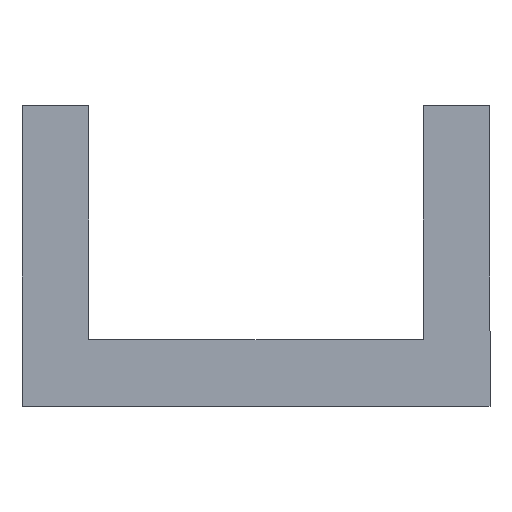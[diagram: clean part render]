
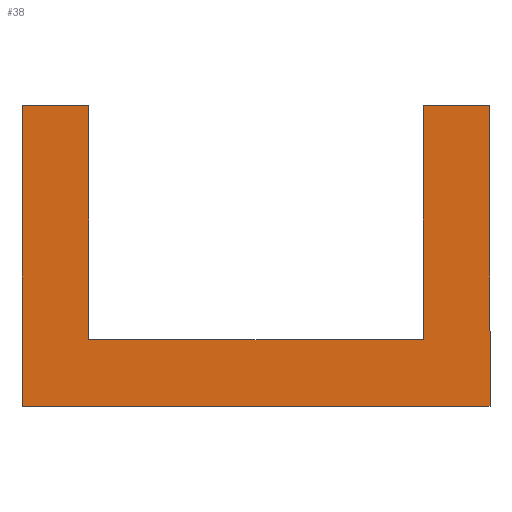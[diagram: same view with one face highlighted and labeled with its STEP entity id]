
A CAD part, top view. The second image highlights one B-rep face of the part: STEP entity #38.
In plain terms, the highlighted planar face has unit normal (0, 0, 1).
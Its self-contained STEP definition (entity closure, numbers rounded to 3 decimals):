
#9 = LINE ( 'NONE', #140, #268 ) ;
#11 = DIRECTION ( 'NONE',  ( 0., 1., 0. ) ) ;
#16 = LINE ( 'NONE', #264, #150 ) ;
#19 = CARTESIAN_POINT ( 'NONE',  ( -51.758, -10., 10. ) ) ;
#24 = EDGE_CURVE ( 'NONE', #120, #196, #9, .T. ) ;
#27 = FACE_OUTER_BOUND ( 'NONE', #228, .T. ) ;
#38 = ADVANCED_FACE ( 'NONE', ( #27 ), #305, .F. ) ;
#40 = VECTOR ( 'NONE', #52, 1000. ) ;
#42 = VERTEX_POINT ( 'NONE', #48 ) ;
#48 = CARTESIAN_POINT ( 'NONE',  ( 8.242, 0., 10. ) ) ;
#51 = ORIENTED_EDGE ( 'NONE', *, *, #336, .T. ) ;
#52 = DIRECTION ( 'NONE',  ( 0., -1., 0. ) ) ;
#53 = CARTESIAN_POINT ( 'NONE',  ( -51.758, -10., 10. ) ) ;
#63 = EDGE_CURVE ( 'NONE', #253, #92, #154, .T. ) ;
#64 = DIRECTION ( 'NONE',  ( 0., 1., 0. ) ) ;
#76 = EDGE_CURVE ( 'NONE', #92, #320, #225, .T. ) ;
#92 = VERTEX_POINT ( 'NONE', #53 ) ;
#96 = VECTOR ( 'NONE', #64, 1000. ) ;
#101 = CARTESIAN_POINT ( 'NONE',  ( -41.758, 35., 10. ) ) ;
#104 = VERTEX_POINT ( 'NONE', #334 ) ;
#107 = ORIENTED_EDGE ( 'NONE', *, *, #195, .T. ) ;
#110 = LINE ( 'NONE', #254, #146 ) ;
#120 = VERTEX_POINT ( 'NONE', #296 ) ;
#136 = ORIENTED_EDGE ( 'NONE', *, *, #76, .T. ) ;
#140 = CARTESIAN_POINT ( 'NONE',  ( 8.242, 35., 10. ) ) ;
#146 = VECTOR ( 'NONE', #256, 1000. ) ;
#150 = VECTOR ( 'NONE', #210, 1000. ) ;
#151 = CARTESIAN_POINT ( 'NONE',  ( 18.242, -10., 10. ) ) ;
#154 = LINE ( 'NONE', #19, #40 ) ;
#166 = DIRECTION ( 'NONE',  ( -1., 0., 0. ) ) ;
#176 = ORIENTED_EDGE ( 'NONE', *, *, #24, .T. ) ;
#186 = LINE ( 'NONE', #294, #96 ) ;
#187 = CARTESIAN_POINT ( 'NONE',  ( 0., 0., 10. ) ) ;
#188 = DIRECTION ( 'NONE',  ( 0., 0., -1. ) ) ;
#189 = DIRECTION ( 'NONE',  ( -1., 0., 0. ) ) ;
#195 = EDGE_CURVE ( 'NONE', #196, #42, #110, .T. ) ;
#196 = VERTEX_POINT ( 'NONE', #287 ) ;
#198 = VECTOR ( 'NONE', #217, 1000. ) ;
#202 = CARTESIAN_POINT ( 'NONE',  ( -51.758, 35., 10. ) ) ;
#207 = CARTESIAN_POINT ( 'NONE',  ( -51.758, 35., 10. ) ) ;
#210 = DIRECTION ( 'NONE',  ( -1., 0., 0. ) ) ;
#217 = DIRECTION ( 'NONE',  ( 1., 0., 0. ) ) ;
#220 = LINE ( 'NONE', #261, #368 ) ;
#225 = LINE ( 'NONE', #337, #198 ) ;
#228 = EDGE_LOOP ( 'NONE', ( #306, #330, #136, #265, #176, #107, #51, #289 ) ) ;
#253 = VERTEX_POINT ( 'NONE', #202 ) ;
#254 = CARTESIAN_POINT ( 'NONE',  ( 8.242, 0., 10. ) ) ;
#256 = DIRECTION ( 'NONE',  ( 0., -1., 0. ) ) ;
#261 = CARTESIAN_POINT ( 'NONE',  ( -41.758, 35., 10. ) ) ;
#264 = CARTESIAN_POINT ( 'NONE',  ( -41.758, 0., 10. ) ) ;
#265 = ORIENTED_EDGE ( 'NONE', *, *, #311, .T. ) ;
#268 = VECTOR ( 'NONE', #166, 1000. ) ;
#281 = VECTOR ( 'NONE', #322, 1000. ) ;
#287 = CARTESIAN_POINT ( 'NONE',  ( 8.242, 35., 10. ) ) ;
#289 = ORIENTED_EDGE ( 'NONE', *, *, #348, .T. ) ;
#293 = LINE ( 'NONE', #207, #281 ) ;
#294 = CARTESIAN_POINT ( 'NONE',  ( 18.242, 35., 10. ) ) ;
#296 = CARTESIAN_POINT ( 'NONE',  ( 18.242, 35., 10. ) ) ;
#305 = PLANE ( 'NONE',  #364 ) ;
#306 = ORIENTED_EDGE ( 'NONE', *, *, #326, .T. ) ;
#311 = EDGE_CURVE ( 'NONE', #320, #120, #186, .T. ) ;
#320 = VERTEX_POINT ( 'NONE', #151 ) ;
#322 = DIRECTION ( 'NONE',  ( -1., 0., 0. ) ) ;
#326 = EDGE_CURVE ( 'NONE', #345, #253, #293, .T. ) ;
#330 = ORIENTED_EDGE ( 'NONE', *, *, #63, .T. ) ;
#334 = CARTESIAN_POINT ( 'NONE',  ( -41.758, 0., 10. ) ) ;
#336 = EDGE_CURVE ( 'NONE', #42, #104, #16, .T. ) ;
#337 = CARTESIAN_POINT ( 'NONE',  ( 18.242, -10., 10. ) ) ;
#345 = VERTEX_POINT ( 'NONE', #101 ) ;
#348 = EDGE_CURVE ( 'NONE', #104, #345, #220, .T. ) ;
#364 = AXIS2_PLACEMENT_3D ( 'NONE', #187, #188, #189 ) ;
#368 = VECTOR ( 'NONE', #11, 1000. ) ;
